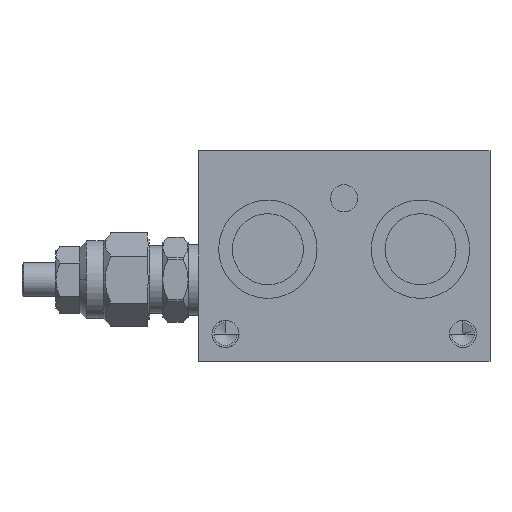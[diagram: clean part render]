
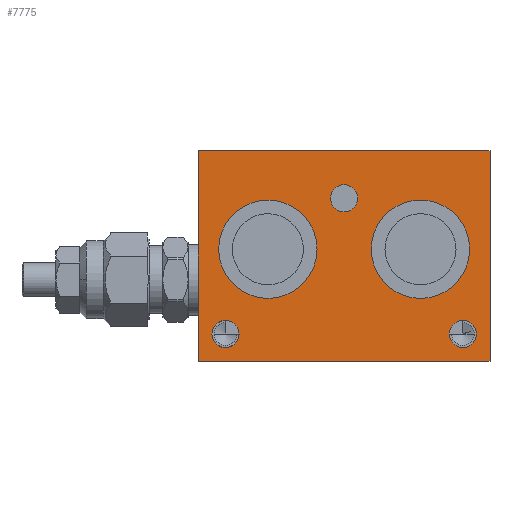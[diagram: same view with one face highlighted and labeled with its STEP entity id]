
A CAD part, front view. The second image highlights one B-rep face of the part: STEP entity #7775.
In plain terms, the highlighted planar face has unit normal (0, -1, 0).
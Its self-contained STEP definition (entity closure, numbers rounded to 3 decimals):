
#538=LINE('',#12665,#1010);
#546=LINE('',#12694,#1018);
#548=LINE('',#12702,#1020);
#549=LINE('',#12703,#1021);
#1010=VECTOR('',#9988,1000.);
#1018=VECTOR('',#10012,1000.);
#1020=VECTOR('',#10020,1000.);
#1021=VECTOR('',#10021,1000.);
#1698=ORIENTED_EDGE('',*,*,#3976,.T.);
#1699=ORIENTED_EDGE('',*,*,#3980,.F.);
#1700=ORIENTED_EDGE('',*,*,#3962,.F.);
#1701=ORIENTED_EDGE('',*,*,#3981,.F.);
#1702=ORIENTED_EDGE('',*,*,#3982,.T.);
#1703=ORIENTED_EDGE('',*,*,#3983,.T.);
#1704=ORIENTED_EDGE('',*,*,#3984,.T.);
#1705=ORIENTED_EDGE('',*,*,#3985,.T.);
#1706=ORIENTED_EDGE('',*,*,#3986,.T.);
#1707=ORIENTED_EDGE('',*,*,#3987,.T.);
#1708=ORIENTED_EDGE('',*,*,#3988,.T.);
#1709=ORIENTED_EDGE('',*,*,#3989,.T.);
#1710=ORIENTED_EDGE('',*,*,#3990,.T.);
#1711=ORIENTED_EDGE('',*,*,#3991,.T.);
#3962=EDGE_CURVE('',#5102,#5103,#538,.T.);
#3976=EDGE_CURVE('',#5115,#5114,#546,.T.);
#3980=EDGE_CURVE('',#5103,#5114,#548,.T.);
#3981=EDGE_CURVE('',#5115,#5102,#549,.T.);
#3982=EDGE_CURVE('',#5118,#5119,#5808,.T.);
#3983=EDGE_CURVE('',#5119,#5118,#5809,.T.);
#3984=EDGE_CURVE('',#5120,#5121,#5810,.T.);
#3985=EDGE_CURVE('',#5121,#5120,#5811,.T.);
#3986=EDGE_CURVE('',#5122,#5123,#5812,.T.);
#3987=EDGE_CURVE('',#5123,#5122,#5813,.T.);
#3988=EDGE_CURVE('',#5124,#5125,#5814,.T.);
#3989=EDGE_CURVE('',#5125,#5124,#5815,.T.);
#3990=EDGE_CURVE('',#5126,#5127,#5816,.T.);
#3991=EDGE_CURVE('',#5127,#5126,#5817,.T.);
#5102=VERTEX_POINT('',#12666);
#5103=VERTEX_POINT('',#12667);
#5114=VERTEX_POINT('',#12693);
#5115=VERTEX_POINT('',#12695);
#5118=VERTEX_POINT('',#12705);
#5119=VERTEX_POINT('',#12706);
#5120=VERTEX_POINT('',#12709);
#5121=VERTEX_POINT('',#12710);
#5122=VERTEX_POINT('',#12713);
#5123=VERTEX_POINT('',#12714);
#5124=VERTEX_POINT('',#12717);
#5125=VERTEX_POINT('',#12718);
#5126=VERTEX_POINT('',#12721);
#5127=VERTEX_POINT('',#12722);
#5808=CIRCLE('',#8542,4.);
#5809=CIRCLE('',#8543,4.);
#5810=CIRCLE('',#8544,4.);
#5811=CIRCLE('',#8545,4.);
#5812=CIRCLE('',#8546,14.5);
#5813=CIRCLE('',#8547,14.5);
#5814=CIRCLE('',#8548,14.5);
#5815=CIRCLE('',#8549,14.5);
#5816=CIRCLE('',#8550,4.);
#5817=CIRCLE('',#8551,4.);
#6288=EDGE_LOOP('',(#1698,#1699,#1700,#1701));
#6289=EDGE_LOOP('',(#1702,#1703));
#6290=EDGE_LOOP('',(#1704,#1705));
#6291=EDGE_LOOP('',(#1706,#1707));
#6292=EDGE_LOOP('',(#1708,#1709));
#6293=EDGE_LOOP('',(#1710,#1711));
#6932=FACE_BOUND('',#6288,.T.);
#6933=FACE_BOUND('',#6289,.T.);
#6934=FACE_BOUND('',#6290,.T.);
#6935=FACE_BOUND('',#6291,.T.);
#6936=FACE_BOUND('',#6292,.T.);
#6937=FACE_BOUND('',#6293,.T.);
#7572=PLANE('',#8541);
#7775=ADVANCED_FACE('',(#6932,#6933,#6934,#6935,#6936,#6937),#7572,.F.);
#8541=AXIS2_PLACEMENT_3D('',#12701,#10018,#10019);
#8542=AXIS2_PLACEMENT_3D('',#12704,#10022,#10023);
#8543=AXIS2_PLACEMENT_3D('',#12707,#10024,#10025);
#8544=AXIS2_PLACEMENT_3D('',#12708,#10026,#10027);
#8545=AXIS2_PLACEMENT_3D('',#12711,#10028,#10029);
#8546=AXIS2_PLACEMENT_3D('',#12712,#10030,#10031);
#8547=AXIS2_PLACEMENT_3D('',#12715,#10032,#10033);
#8548=AXIS2_PLACEMENT_3D('',#12716,#10034,#10035);
#8549=AXIS2_PLACEMENT_3D('',#12719,#10036,#10037);
#8550=AXIS2_PLACEMENT_3D('',#12720,#10038,#10039);
#8551=AXIS2_PLACEMENT_3D('',#12723,#10040,#10041);
#9988=DIRECTION('',(0.,0.,-1.));
#10012=DIRECTION('',(0.,0.,-1.));
#10018=DIRECTION('',(0.,1.,0.));
#10019=DIRECTION('',(0.,0.,1.));
#10020=DIRECTION('',(-1.,0.,0.));
#10021=DIRECTION('',(1.,0.,0.));
#10022=DIRECTION('',(0.,1.,0.));
#10023=DIRECTION('',(1.,0.,0.));
#10024=DIRECTION('',(0.,1.,0.));
#10025=DIRECTION('',(1.,0.,0.));
#10026=DIRECTION('',(0.,1.,0.));
#10027=DIRECTION('',(1.,0.,0.));
#10028=DIRECTION('',(0.,1.,0.));
#10029=DIRECTION('',(1.,0.,0.));
#10030=DIRECTION('',(0.,1.,0.));
#10031=DIRECTION('',(1.,0.,0.));
#10032=DIRECTION('',(0.,1.,0.));
#10033=DIRECTION('',(1.,0.,0.));
#10034=DIRECTION('',(0.,1.,0.));
#10035=DIRECTION('',(1.,0.,0.));
#10036=DIRECTION('',(0.,1.,0.));
#10037=DIRECTION('',(1.,0.,0.));
#10038=DIRECTION('',(0.,1.,0.));
#10039=DIRECTION('',(1.,0.,0.));
#10040=DIRECTION('',(0.,1.,0.));
#10041=DIRECTION('',(1.,0.,0.));
#12665=CARTESIAN_POINT('',(365.,0.,76.));
#12666=CARTESIAN_POINT('',(365.,0.,107.));
#12667=CARTESIAN_POINT('',(365.,0.,45.));
#12693=CARTESIAN_POINT('',(279.,0.,45.));
#12694=CARTESIAN_POINT('',(279.,0.,76.));
#12695=CARTESIAN_POINT('',(279.,0.,107.));
#12701=CARTESIAN_POINT('',(322.,0.,76.));
#12702=CARTESIAN_POINT('',(322.,0.,45.));
#12703=CARTESIAN_POINT('',(322.,0.,107.));
#12704=CARTESIAN_POINT('',(322.,0.,93.));
#12705=CARTESIAN_POINT('',(326.,0.,93.));
#12706=CARTESIAN_POINT('',(318.,0.,93.));
#12707=CARTESIAN_POINT('',(322.,0.,93.));
#12708=CARTESIAN_POINT('',(357.,0.,53.));
#12709=CARTESIAN_POINT('',(361.,0.,53.));
#12710=CARTESIAN_POINT('',(353.,0.,53.));
#12711=CARTESIAN_POINT('',(357.,0.,53.));
#12712=CARTESIAN_POINT('',(299.5,0.,78.));
#12713=CARTESIAN_POINT('',(314.,0.,78.));
#12714=CARTESIAN_POINT('',(285.,0.,78.));
#12715=CARTESIAN_POINT('',(299.5,0.,78.));
#12716=CARTESIAN_POINT('',(344.5,0.,78.));
#12717=CARTESIAN_POINT('',(359.,0.,78.));
#12718=CARTESIAN_POINT('',(330.,0.,78.));
#12719=CARTESIAN_POINT('',(344.5,0.,78.));
#12720=CARTESIAN_POINT('',(287.,0.,53.));
#12721=CARTESIAN_POINT('',(291.,0.,53.));
#12722=CARTESIAN_POINT('',(283.,0.,53.));
#12723=CARTESIAN_POINT('',(287.,0.,53.));
